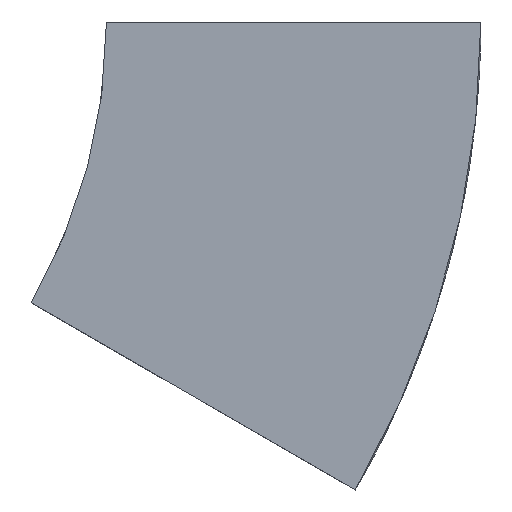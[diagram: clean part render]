
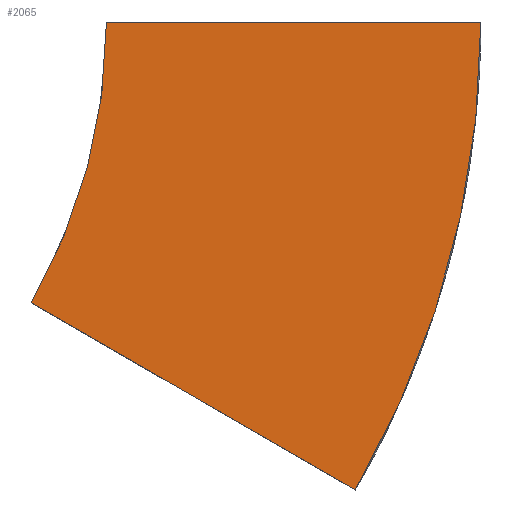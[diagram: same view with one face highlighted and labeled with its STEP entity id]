
A CAD part, front view. The second image highlights one B-rep face of the part: STEP entity #2065.
In plain terms, the highlighted planar face has unit normal (0, -1, 0).
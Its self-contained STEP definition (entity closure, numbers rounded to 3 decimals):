
#27 = CARTESIAN_POINT ( 'NONE',  ( 0., 0., 0. ) ) ;
#79 = DIRECTION ( 'NONE',  ( 0., -1., 0. ) ) ;
#82 = EDGE_CURVE ( 'NONE', #210, #2251, #2185, .T. ) ;
#101 = EDGE_CURVE ( 'NONE', #210, #2343, #150, .T. ) ;
#132 = EDGE_LOOP ( 'NONE', ( #1646, #1321, #1803, #1708 ) ) ;
#150 = CIRCLE ( 'NONE', #1543, 275. ) ;
#210 = VERTEX_POINT ( 'NONE', #1636 ) ;
#253 = DIRECTION ( 'NONE',  ( 0., 0., -1. ) ) ;
#255 = DIRECTION ( 'NONE',  ( 0., 0., 1. ) ) ;
#320 = AXIS2_PLACEMENT_3D ( 'NONE', #2376, #79, #255 ) ;
#371 = CARTESIAN_POINT ( 'NONE',  ( 275., 0., 0. ) ) ;
#382 = DIRECTION ( 'NONE',  ( 1., 0., 0. ) ) ;
#389 = VERTEX_POINT ( 'NONE', #1900 ) ;
#463 = DIRECTION ( 'NONE',  ( 0., -1., 0. ) ) ;
#595 = DIRECTION ( 'NONE',  ( 0., 1., 0. ) ) ;
#793 = PLANE ( 'NONE',  #1243 ) ;
#851 = DIRECTION ( 'NONE',  ( -0.866, 0., 0.5 ) ) ;
#941 = DIRECTION ( 'NONE',  ( 0., 0., 1. ) ) ;
#970 = EDGE_CURVE ( 'NONE', #2251, #389, #1388, .T. ) ;
#1243 = AXIS2_PLACEMENT_3D ( 'NONE', #27, #595, #941 ) ;
#1321 = ORIENTED_EDGE ( 'NONE', *, *, #2476, .F. ) ;
#1388 = CIRCLE ( 'NONE', #320, 165. ) ;
#1439 = CARTESIAN_POINT ( 'NONE',  ( 0., 0., 0. ) ) ;
#1543 = AXIS2_PLACEMENT_3D ( 'NONE', #1439, #463, #253 ) ;
#1632 = VECTOR ( 'NONE', #382, 1000. ) ;
#1636 = CARTESIAN_POINT ( 'NONE',  ( 238.157, 0., -137.5 ) ) ;
#1638 = VECTOR ( 'NONE', #851, 1000. ) ;
#1646 = ORIENTED_EDGE ( 'NONE', *, *, #101, .T. ) ;
#1708 = ORIENTED_EDGE ( 'NONE', *, *, #82, .F. ) ;
#1757 = FACE_OUTER_BOUND ( 'NONE', #132, .T. ) ;
#1803 = ORIENTED_EDGE ( 'NONE', *, *, #970, .F. ) ;
#1900 = CARTESIAN_POINT ( 'NONE',  ( 165., 0., 0. ) ) ;
#1919 = CARTESIAN_POINT ( 'NONE',  ( 165., 0., 0. ) ) ;
#1999 = CARTESIAN_POINT ( 'NONE',  ( 142.894, 0., -82.5 ) ) ;
#2065 = ADVANCED_FACE ( 'NONE', ( #1757 ), #793, .F. ) ;
#2066 = CARTESIAN_POINT ( 'NONE',  ( 142.894, 0., -82.5 ) ) ;
#2102 = LINE ( 'NONE', #1919, #1632 ) ;
#2185 = LINE ( 'NONE', #1999, #1638 ) ;
#2251 = VERTEX_POINT ( 'NONE', #2066 ) ;
#2343 = VERTEX_POINT ( 'NONE', #371 ) ;
#2376 = CARTESIAN_POINT ( 'NONE',  ( 0., 0., 0. ) ) ;
#2476 = EDGE_CURVE ( 'NONE', #389, #2343, #2102, .T. ) ;
